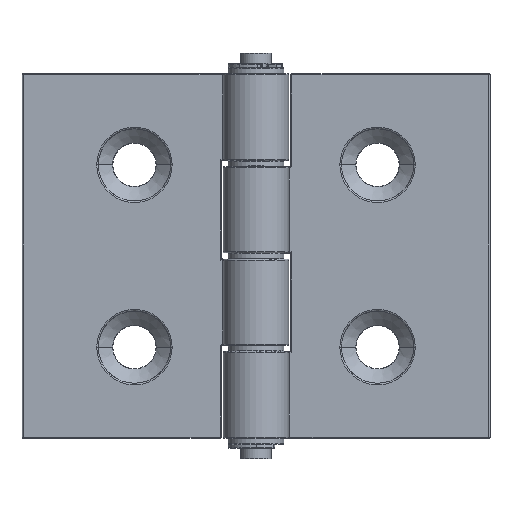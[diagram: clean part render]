
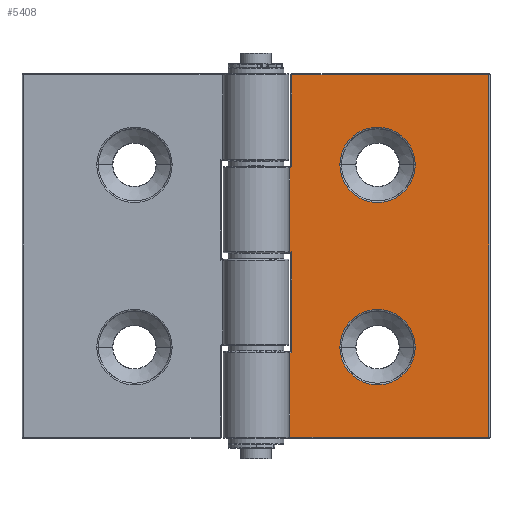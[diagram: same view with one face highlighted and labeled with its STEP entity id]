
A CAD part, top view. The second image highlights one B-rep face of the part: STEP entity #5408.
In plain terms, the highlighted planar face has unit normal (0, 0, 1).
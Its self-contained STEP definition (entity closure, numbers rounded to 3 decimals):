
#245 = CARTESIAN_POINT ( 'NONE',  ( -31.6, 15., 5.2 ) ) ;
#292 = CIRCLE ( 'NONE', #312, 6.2 ) ;
#306 = CARTESIAN_POINT ( 'NONE',  ( -31.6, 45., 5.2 ) ) ;
#309 = DIRECTION ( 'NONE',  ( -1., 0., 0. ) ) ;
#310 = DIRECTION ( 'NONE',  ( 0., 0., -1. ) ) ;
#311 = CARTESIAN_POINT ( 'NONE',  ( -25.4, 45., 5.2 ) ) ;
#312 = AXIS2_PLACEMENT_3D ( 'NONE', #311, #310, #309 ) ;
#314 = CARTESIAN_POINT ( 'NONE',  ( -19.2, 45., 5.2 ) ) ;
#340 = DIRECTION ( 'NONE',  ( -1., 0., 0. ) ) ;
#341 = DIRECTION ( 'NONE',  ( 0., 0., -1. ) ) ;
#342 = CARTESIAN_POINT ( 'NONE',  ( -25.4, 15., 5.2 ) ) ;
#343 = AXIS2_PLACEMENT_3D ( 'NONE', #342, #341, #340 ) ;
#360 = CARTESIAN_POINT ( 'NONE',  ( -19.2, 15., 5.2 ) ) ;
#362 = CIRCLE ( 'NONE', #343, 6.2 ) ;
#684 = CARTESIAN_POINT ( 'NONE',  ( -10.978, 59.8, 5.2 ) ) ;
#1350 = FACE_OUTER_BOUND ( 'NONE', #5440, .T. ) ;
#1351 = FACE_BOUND ( 'NONE', #5470, .T. ) ;
#1355 = FACE_BOUND ( 'NONE', #5485, .T. ) ;
#1358 = DIRECTION ( 'NONE',  ( 0., 0., -1. ) ) ;
#1359 = CARTESIAN_POINT ( 'NONE',  ( -43.9, 60., 5.2 ) ) ;
#1363 = AXIS2_PLACEMENT_3D ( 'NONE', #1359, #1358, #1398 ) ;
#1370 = PLANE ( 'NONE',  #1363 ) ;
#1381 = CARTESIAN_POINT ( 'NONE',  ( -11.3, 15.128, 5.2 ) ) ;
#1382 = CARTESIAN_POINT ( 'NONE',  ( -11.292, 15.156, 5.2 ) ) ;
#1383 = CARTESIAN_POINT ( 'NONE',  ( -11.267, 15.197, 5.2 ) ) ;
#1384 = CARTESIAN_POINT ( 'NONE',  ( -11.257, 15.21, 5.2 ) ) ;
#1385 = CARTESIAN_POINT ( 'NONE',  ( -11.234, 15.233, 5.2 ) ) ;
#1386 = CARTESIAN_POINT ( 'NONE',  ( -11.219, 15.246, 5.2 ) ) ;
#1387 = CARTESIAN_POINT ( 'NONE',  ( -11.202, 15.259, 5.2 ) ) ;
#1388 = CARTESIAN_POINT ( 'NONE',  ( -11.198, 15.262, 5.2 ) ) ;
#1391 = B_SPLINE_CURVE_WITH_KNOTS ( 'NONE', 3,
 ( #1388, #1387, #1386, #1385, #1384, #1383, #1382, #1381, #1440 ),
 .UNSPECIFIED., .F., .F.,
 ( 4, 1, 2, 2, 4 ),
 ( 0., 0.06, 0.25, 0.5, 1. ),
 .UNSPECIFIED. ) ;
#1392 = DIRECTION ( 'NONE',  ( 0., -1., 0. ) ) ;
#1393 = VECTOR ( 'NONE', #1392, 1000. ) ;
#1394 = CARTESIAN_POINT ( 'NONE',  ( -43.7, 60., 5.2 ) ) ;
#1395 = CARTESIAN_POINT ( 'NONE',  ( -10.978, 15.5, 5.2 ) ) ;
#1398 = DIRECTION ( 'NONE',  ( -1., 0., 0. ) ) ;
#1399 = LINE ( 'NONE', #1394, #1393 ) ;
#1401 = B_SPLINE_CURVE_WITH_KNOTS ( 'NONE', 3,
 ( #1436, #1435, #1434, #1433, #1432, #1431, #1430, #1429, #1428 ),
 .UNSPECIFIED., .F., .F.,
 ( 4, 2, 2, 1, 4 ),
 ( 0., 0.5, 0.75, 0.94, 1. ),
 .UNSPECIFIED. ) ;
#1402 = CARTESIAN_POINT ( 'NONE',  ( -11.3, 15.1, 5.2 ) ) ;
#1403 = CARTESIAN_POINT ( 'NONE',  ( -10.978, 29.3, 5.2 ) ) ;
#1409 = CARTESIAN_POINT ( 'NONE',  ( -11.3, 60., 5.2 ) ) ;
#1414 = LINE ( 'NONE', #1409, #1476 ) ;
#1422 = DIRECTION ( 'NONE',  ( 1., 0., 0. ) ) ;
#1423 = VECTOR ( 'NONE', #1422, 1000. ) ;
#1424 = CARTESIAN_POINT ( 'NONE',  ( -43.9, 0.2, 5.2 ) ) ;
#1425 = LINE ( 'NONE', #1424, #1423 ) ;
#1426 = CARTESIAN_POINT ( 'NONE',  ( -43.7, 0.2, 5.2 ) ) ;
#1428 = CARTESIAN_POINT ( 'NONE',  ( -11.198, 15.262, 5.2 ) ) ;
#1429 = CARTESIAN_POINT ( 'NONE',  ( -11.194, 15.265, 5.2 ) ) ;
#1430 = CARTESIAN_POINT ( 'NONE',  ( -11.175, 15.277, 5.2 ) ) ;
#1431 = CARTESIAN_POINT ( 'NONE',  ( -11.152, 15.289, 5.2 ) ) ;
#1432 = CARTESIAN_POINT ( 'NONE',  ( -11.11, 15.31, 5.2 ) ) ;
#1433 = CARTESIAN_POINT ( 'NONE',  ( -11.084, 15.324, 5.2 ) ) ;
#1434 = CARTESIAN_POINT ( 'NONE',  ( -11.015, 15.375, 5.2 ) ) ;
#1435 = CARTESIAN_POINT ( 'NONE',  ( -10.978, 15.422, 5.2 ) ) ;
#1436 = CARTESIAN_POINT ( 'NONE',  ( -10.978, 15.5, 5.2 ) ) ;
#1438 = CARTESIAN_POINT ( 'NONE',  ( -11.3, 29.3, 5.2 ) ) ;
#1440 = CARTESIAN_POINT ( 'NONE',  ( -11.3, 15.1, 5.2 ) ) ;
#1468 = CARTESIAN_POINT ( 'NONE',  ( -43.7, 59.8, 5.2 ) ) ;
#1471 = CARTESIAN_POINT ( 'NONE',  ( -11.3, 0.2, 5.2 ) ) ;
#1475 = DIRECTION ( 'NONE',  ( 0., 1., 0. ) ) ;
#1476 = VECTOR ( 'NONE', #1475, 1000. ) ;
#1477 = AXIS2_PLACEMENT_3D ( 'NONE', #1530, #1529, #1528 ) ;
#1486 = CARTESIAN_POINT ( 'NONE',  ( -10.978, 60., 5.2 ) ) ;
#1487 = LINE ( 'NONE', #1486, #1535 ) ;
#1488 = CIRCLE ( 'NONE', #1477, 6.2 ) ;
#1491 = LINE ( 'NONE', #1496, #1526 ) ;
#1496 = CARTESIAN_POINT ( 'NONE',  ( -43.9, 59.8, 5.2 ) ) ;
#1504 = DIRECTION ( 'NONE',  ( 0., 1., 0. ) ) ;
#1505 = VECTOR ( 'NONE', #1504, 1000. ) ;
#1506 = CARTESIAN_POINT ( 'NONE',  ( -10.978, 60., 5.2 ) ) ;
#1507 = CARTESIAN_POINT ( 'NONE',  ( -43.9, 45.9, 5.2 ) ) ;
#1508 = LINE ( 'NONE', #1506, #1505 ) ;
#1509 = CARTESIAN_POINT ( 'NONE',  ( -10.978, 45.9, 5.2 ) ) ;
#1510 = DIRECTION ( 'NONE',  ( 0., 1., 0. ) ) ;
#1511 = VECTOR ( 'NONE', #1510, 1000. ) ;
#1512 = CARTESIAN_POINT ( 'NONE',  ( -11.3, 60., 5.2 ) ) ;
#1513 = LINE ( 'NONE', #1507, #1569 ) ;
#1514 = DIRECTION ( 'NONE',  ( -1., 0., 0. ) ) ;
#1515 = CARTESIAN_POINT ( 'NONE',  ( -43.9, 29.3, 5.2 ) ) ;
#1521 = LINE ( 'NONE', #1515, #1566 ) ;
#1522 = DIRECTION ( 'NONE',  ( -1., 0., 0. ) ) ;
#1523 = DIRECTION ( 'NONE',  ( 0., 0., -1. ) ) ;
#1524 = AXIS2_PLACEMENT_3D ( 'NONE', #1532, #1523, #1522 ) ;
#1525 = DIRECTION ( 'NONE',  ( -1., 0., 0. ) ) ;
#1526 = VECTOR ( 'NONE', #1525, 1000. ) ;
#1527 = LINE ( 'NONE', #1512, #1511 ) ;
#1528 = DIRECTION ( 'NONE',  ( -1., 0., 0. ) ) ;
#1529 = DIRECTION ( 'NONE',  ( 0., 0., -1. ) ) ;
#1530 = CARTESIAN_POINT ( 'NONE',  ( -25.4, 45., 5.2 ) ) ;
#1531 = CIRCLE ( 'NONE', #1524, 6.2 ) ;
#1532 = CARTESIAN_POINT ( 'NONE',  ( -25.4, 15., 5.2 ) ) ;
#1533 = CARTESIAN_POINT ( 'NONE',  ( -11.3, 45.9, 5.2 ) ) ;
#1534 = DIRECTION ( 'NONE',  ( 0., 1., 0. ) ) ;
#1535 = VECTOR ( 'NONE', #1534, 1000. ) ;
#1562 = DIRECTION ( 'NONE',  ( 1., 0., 0. ) ) ;
#1564 = CARTESIAN_POINT ( 'NONE',  ( -11.198, 15.262, 5.2 ) ) ;
#1566 = VECTOR ( 'NONE', #1514, 1000. ) ;
#1569 = VECTOR ( 'NONE', #1562, 1000. ) ;
#4869 = VERTEX_POINT ( 'NONE', #245 ) ;
#4880 = EDGE_CURVE ( 'NONE', #4882, #4884, #292, .T. ) ;
#4882 = VERTEX_POINT ( 'NONE', #306 ) ;
#4884 = VERTEX_POINT ( 'NONE', #314 ) ;
#4888 = VERTEX_POINT ( 'NONE', #360 ) ;
#4895 = EDGE_CURVE ( 'NONE', #4869, #4888, #362, .T. ) ;
#5060 = VERTEX_POINT ( 'NONE', #684 ) ;
#5408 = ADVANCED_FACE ( 'NONE', ( #1350, #1355, #1351 ), #1370, .F. ) ;
#5409 = VERTEX_POINT ( 'NONE', #1402 ) ;
#5410 = VERTEX_POINT ( 'NONE', #1395 ) ;
#5411 = EDGE_CURVE ( 'NONE', #5439, #5427, #1399, .T. ) ;
#5412 = ORIENTED_EDGE ( 'NONE', *, *, #5419, .F. ) ;
#5413 = ORIENTED_EDGE ( 'NONE', *, *, #5422, .T. ) ;
#5415 = VERTEX_POINT ( 'NONE', #1403 ) ;
#5416 = ORIENTED_EDGE ( 'NONE', *, *, #5433, .T. ) ;
#5417 = EDGE_CURVE ( 'NONE', #5490, #5409, #1391, .T. ) ;
#5418 = ORIENTED_EDGE ( 'NONE', *, *, #5417, .F. ) ;
#5419 = EDGE_CURVE ( 'NONE', #5410, #5490, #1401, .T. ) ;
#5422 = EDGE_CURVE ( 'NONE', #5427, #5438, #1425, .T. ) ;
#5427 = VERTEX_POINT ( 'NONE', #1426 ) ;
#5433 = EDGE_CURVE ( 'NONE', #5438, #5409, #1414, .T. ) ;
#5436 = VERTEX_POINT ( 'NONE', #1438 ) ;
#5437 = ORIENTED_EDGE ( 'NONE', *, *, #5411, .T. ) ;
#5438 = VERTEX_POINT ( 'NONE', #1471 ) ;
#5439 = VERTEX_POINT ( 'NONE', #1468 ) ;
#5440 = EDGE_LOOP ( 'NONE', ( #5437, #5413, #5416, #5418, #5412, #5482, #5484, #5487, #5480, #5467, #5486 ) ) ;
#5464 = EDGE_CURVE ( 'NONE', #5481, #5060, #1487, .T. ) ;
#5465 = ORIENTED_EDGE ( 'NONE', *, *, #5466, .T. ) ;
#5466 = EDGE_CURVE ( 'NONE', #4884, #4882, #1488, .T. ) ;
#5467 = ORIENTED_EDGE ( 'NONE', *, *, #5464, .T. ) ;
#5468 = EDGE_CURVE ( 'NONE', #5060, #5439, #1491, .T. ) ;
#5469 = EDGE_CURVE ( 'NONE', #4888, #4869, #1531, .T. ) ;
#5470 = EDGE_LOOP ( 'NONE', ( #5474, #5472 ) ) ;
#5471 = ORIENTED_EDGE ( 'NONE', *, *, #4880, .T. ) ;
#5472 = ORIENTED_EDGE ( 'NONE', *, *, #5469, .T. ) ;
#5474 = ORIENTED_EDGE ( 'NONE', *, *, #4895, .T. ) ;
#5478 = EDGE_CURVE ( 'NONE', #5436, #5489, #1527, .T. ) ;
#5479 = EDGE_CURVE ( 'NONE', #5410, #5415, #1508, .T. ) ;
#5480 = ORIENTED_EDGE ( 'NONE', *, *, #5488, .T. ) ;
#5481 = VERTEX_POINT ( 'NONE', #1509 ) ;
#5482 = ORIENTED_EDGE ( 'NONE', *, *, #5479, .T. ) ;
#5483 = EDGE_CURVE ( 'NONE', #5415, #5436, #1521, .T. ) ;
#5484 = ORIENTED_EDGE ( 'NONE', *, *, #5483, .T. ) ;
#5485 = EDGE_LOOP ( 'NONE', ( #5471, #5465 ) ) ;
#5486 = ORIENTED_EDGE ( 'NONE', *, *, #5468, .T. ) ;
#5487 = ORIENTED_EDGE ( 'NONE', *, *, #5478, .T. ) ;
#5488 = EDGE_CURVE ( 'NONE', #5489, #5481, #1513, .T. ) ;
#5489 = VERTEX_POINT ( 'NONE', #1533 ) ;
#5490 = VERTEX_POINT ( 'NONE', #1564 ) ;
